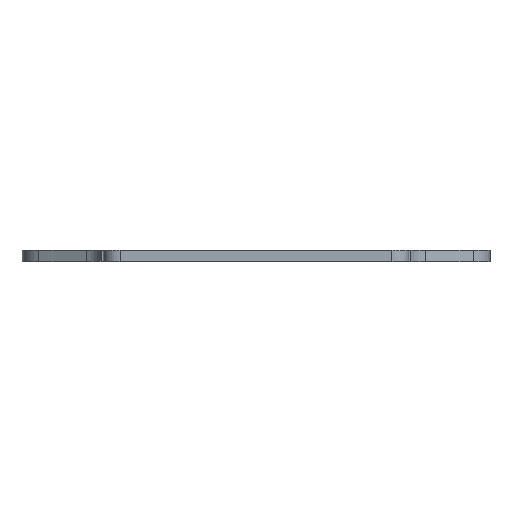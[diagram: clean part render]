
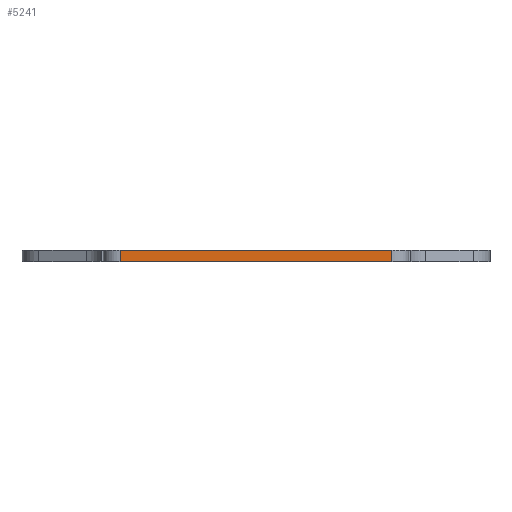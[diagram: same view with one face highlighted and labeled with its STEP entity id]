
A CAD part, top view. The second image highlights one B-rep face of the part: STEP entity #5241.
In plain terms, the highlighted planar face has unit normal (0, 0, 1).
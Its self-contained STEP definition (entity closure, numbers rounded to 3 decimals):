
#1845=CARTESIAN_POINT('',(24.25,0.0,70.0));
#1846=VERTEX_POINT('',#1845);
#1854=CARTESIAN_POINT('',(-24.25,0.0,70.0));
#1855=VERTEX_POINT('',#1854);
#1856=CARTESIAN_POINT('',(-24.25,0.0,70.0));
#1857=DIRECTION('',(1.0,0.0,0.0));
#1858=VECTOR('',#1857,48.5);
#1859=LINE('',#1856,#1858);
#1860=EDGE_CURVE('',#1855,#1846,#1859,.T.);
#5198=CARTESIAN_POINT('',(24.25,2.0,70.0));
#5199=VERTEX_POINT('',#5198);
#5207=CARTESIAN_POINT('',(24.25,0.0,70.0));
#5208=DIRECTION('',(0.0,1.0,0.0));
#5209=VECTOR('',#5208,2.0);
#5210=LINE('',#5207,#5209);
#5211=EDGE_CURVE('',#1846,#5199,#5210,.T.);
#5218=CARTESIAN_POINT('',(24.25,0.0,70.0));
#5219=DIRECTION('',(0.0,0.0,1.0));
#5220=DIRECTION('',(1.0,0.0,0.0));
#5221=AXIS2_PLACEMENT_3D('',#5218,#5219,#5220);
#5222=PLANE('',#5221);
#5223=CARTESIAN_POINT('',(-24.25,2.0,70.0));
#5224=VERTEX_POINT('',#5223);
#5225=CARTESIAN_POINT('',(24.25,2.0,70.0));
#5226=DIRECTION('',(-1.0,0.0,0.0));
#5227=VECTOR('',#5226,48.5);
#5228=LINE('',#5225,#5227);
#5229=EDGE_CURVE('',#5199,#5224,#5228,.T.);
#5230=ORIENTED_EDGE('',*,*,#5229,.T.);
#5231=CARTESIAN_POINT('',(-24.25,0.0,70.0));
#5232=DIRECTION('',(0.0,1.0,0.0));
#5233=VECTOR('',#5232,2.0);
#5234=LINE('',#5231,#5233);
#5235=EDGE_CURVE('',#1855,#5224,#5234,.T.);
#5236=ORIENTED_EDGE('',*,*,#5235,.F.);
#5237=ORIENTED_EDGE('',*,*,#1860,.T.);
#5238=ORIENTED_EDGE('',*,*,#5211,.T.);
#5239=EDGE_LOOP('',(#5230,#5236,#5237,#5238));
#5240=FACE_OUTER_BOUND('',#5239,.T.);
#5241=ADVANCED_FACE('',(#5240),#5222,.T.);
